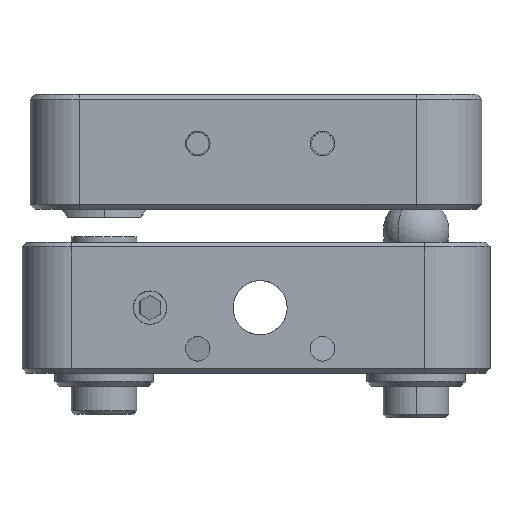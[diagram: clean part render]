
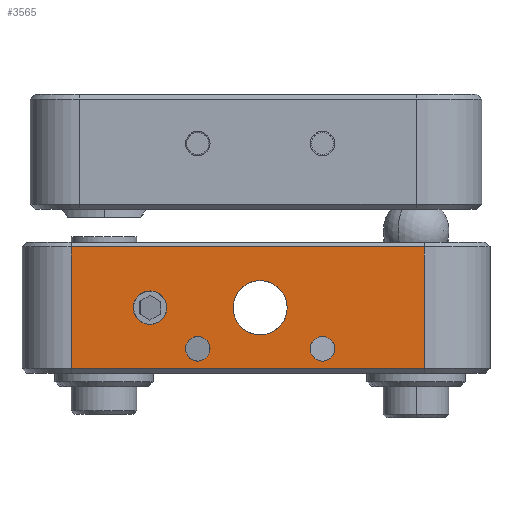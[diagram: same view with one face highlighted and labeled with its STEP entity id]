
A CAD part, front view. The second image highlights one B-rep face of the part: STEP entity #3565.
In plain terms, the highlighted planar face has unit normal (0, -1, 0).
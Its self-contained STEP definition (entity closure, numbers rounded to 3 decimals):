
#56 = CARTESIAN_POINT ( 'NONE',  ( -6.7, -14., -11.975 ) ) ;
#137 = CARTESIAN_POINT ( 'NONE',  ( 3.8, -14., -16.25 ) ) ;
#386 = VERTEX_POINT ( 'NONE', #137 ) ;
#585 = VERTEX_POINT ( 'NONE', #7652 ) ;
#809 = DIRECTION ( 'NONE',  ( 0., 0., 1. ) ) ;
#891 = DIRECTION ( 'NONE',  ( -1., 0., 0. ) ) ;
#985 = FACE_BOUND ( 'NONE', #3810, .T. ) ;
#1284 = VERTEX_POINT ( 'NONE', #1344 ) ;
#1344 = CARTESIAN_POINT ( 'NONE',  ( 0., -14., -11.35 ) ) ;
#1536 = EDGE_CURVE ( 'NONE', #3157, #585, #11165, .T. ) ;
#1617 = DIRECTION ( 'NONE',  ( 0., 0., 1. ) ) ;
#1804 = CARTESIAN_POINT ( 'NONE',  ( 0., -14., -13. ) ) ;
#2003 = ORIENTED_EDGE ( 'NONE', *, *, #5240, .F. ) ;
#2028 = DIRECTION ( 'NONE',  ( 0., -1., 0. ) ) ;
#2067 = EDGE_CURVE ( 'NONE', #2486, #11070, #10009, .T. ) ;
#2134 = CARTESIAN_POINT ( 'NONE',  ( -11.5, -14., -16.7 ) ) ;
#2204 = AXIS2_PLACEMENT_3D ( 'NONE', #7691, #5931, #6839 ) ;
#2238 = DIRECTION ( 'NONE',  ( 0., -1., 0. ) ) ;
#2334 = CARTESIAN_POINT ( 'NONE',  ( 10., -14., -9. ) ) ;
#2486 = VERTEX_POINT ( 'NONE', #4532 ) ;
#2535 = AXIS2_PLACEMENT_3D ( 'NONE', #7219, #3479, #809 ) ;
#2648 = ORIENTED_EDGE ( 'NONE', *, *, #2794, .F. ) ;
#2653 = CIRCLE ( 'NONE', #2204, 0.75 ) ;
#2710 = CARTESIAN_POINT ( 'NONE',  ( -11.5, -14., -9.3 ) ) ;
#2794 = EDGE_CURVE ( 'NONE', #7918, #386, #4228, .T. ) ;
#3075 = CARTESIAN_POINT ( 'NONE',  ( -6.7, -14., -13. ) ) ;
#3157 = VERTEX_POINT ( 'NONE', #2134 ) ;
#3324 = CARTESIAN_POINT ( 'NONE',  ( -14.5, -14., -16.7 ) ) ;
#3446 = VECTOR ( 'NONE', #5895, 1000. ) ;
#3479 = DIRECTION ( 'NONE',  ( 0., -1., 0. ) ) ;
#3535 = VERTEX_POINT ( 'NONE', #56 ) ;
#3538 = AXIS2_PLACEMENT_3D ( 'NONE', #3543, #8024, #4491 ) ;
#3543 = CARTESIAN_POINT ( 'NONE',  ( -6.7, -14., -13. ) ) ;
#3565 = ADVANCED_FACE ( 'NONE', ( #985, #8581, #8869, #11290, #10439 ), #5349, .F. ) ;
#3574 = VERTEX_POINT ( 'NONE', #8151 ) ;
#3635 = ORIENTED_EDGE ( 'NONE', *, *, #10067, .T. ) ;
#3637 = AXIS2_PLACEMENT_3D ( 'NONE', #9957, #8116, #891 ) ;
#3810 = EDGE_LOOP ( 'NONE', ( #2648, #9446 ) ) ;
#3831 = EDGE_CURVE ( 'NONE', #5294, #3574, #8290, .T. ) ;
#3876 = AXIS2_PLACEMENT_3D ( 'NONE', #1804, #2028, #6265 ) ;
#4228 = CIRCLE ( 'NONE', #6508, 0.75 ) ;
#4416 = EDGE_LOOP ( 'NONE', ( #6746, #2003 ) ) ;
#4482 = LINE ( 'NONE', #7587, #6453 ) ;
#4491 = DIRECTION ( 'NONE',  ( 0., 0., 1. ) ) ;
#4532 = CARTESIAN_POINT ( 'NONE',  ( -3.8, -14., -16.25 ) ) ;
#4633 = EDGE_CURVE ( 'NONE', #386, #7918, #2653, .T. ) ;
#4780 = EDGE_CURVE ( 'NONE', #3535, #8747, #10957, .T. ) ;
#4792 = VECTOR ( 'NONE', #6223, 1000. ) ;
#4838 = ORIENTED_EDGE ( 'NONE', *, *, #6771, .T. ) ;
#5103 = AXIS2_PLACEMENT_3D ( 'NONE', #3075, #9400, #6624 ) ;
#5163 = EDGE_CURVE ( 'NONE', #1284, #11381, #8022, .T. ) ;
#5240 = EDGE_CURVE ( 'NONE', #11381, #1284, #7283, .T. ) ;
#5294 = VERTEX_POINT ( 'NONE', #5753 ) ;
#5349 = PLANE ( 'NONE',  #3637 ) ;
#5466 = ORIENTED_EDGE ( 'NONE', *, *, #4780, .F. ) ;
#5526 = ORIENTED_EDGE ( 'NONE', *, *, #9574, .F. ) ;
#5753 = CARTESIAN_POINT ( 'NONE',  ( 10., -14., -9.3 ) ) ;
#5895 = DIRECTION ( 'NONE',  ( 0., 0., 1. ) ) ;
#5931 = DIRECTION ( 'NONE',  ( 0., -1., 0. ) ) ;
#5969 = VECTOR ( 'NONE', #7738, 1000. ) ;
#6223 = DIRECTION ( 'NONE',  ( -1., 0., 0. ) ) ;
#6265 = DIRECTION ( 'NONE',  ( 0., 0., 1. ) ) ;
#6336 = CIRCLE ( 'NONE', #3538, 1.025 ) ;
#6453 = VECTOR ( 'NONE', #8510, 1000. ) ;
#6508 = AXIS2_PLACEMENT_3D ( 'NONE', #10664, #7021, #1617 ) ;
#6624 = DIRECTION ( 'NONE',  ( 0., 0., 1. ) ) ;
#6746 = ORIENTED_EDGE ( 'NONE', *, *, #5163, .F. ) ;
#6764 = CARTESIAN_POINT ( 'NONE',  ( -6.7, -14., -14.025 ) ) ;
#6771 = EDGE_CURVE ( 'NONE', #585, #5294, #8916, .T. ) ;
#6839 = DIRECTION ( 'NONE',  ( 0., 0., 1. ) ) ;
#6913 = EDGE_CURVE ( 'NONE', #11070, #2486, #9182, .T. ) ;
#6988 = ORIENTED_EDGE ( 'NONE', *, *, #3831, .T. ) ;
#7021 = DIRECTION ( 'NONE',  ( 0., -1., 0. ) ) ;
#7219 = CARTESIAN_POINT ( 'NONE',  ( -3.8, -14., -15.5 ) ) ;
#7283 = CIRCLE ( 'NONE', #9297, 1.65 ) ;
#7308 = EDGE_LOOP ( 'NONE', ( #3635, #8922, #4838, #6988 ) ) ;
#7468 = CARTESIAN_POINT ( 'NONE',  ( -3.8, -14., -14.75 ) ) ;
#7570 = CARTESIAN_POINT ( 'NONE',  ( -3.8, -14., -15.5 ) ) ;
#7587 = CARTESIAN_POINT ( 'NONE',  ( -11.5, -14., -9. ) ) ;
#7592 = CARTESIAN_POINT ( 'NONE',  ( 0., -14., -13. ) ) ;
#7652 = CARTESIAN_POINT ( 'NONE',  ( 10., -14., -16.7 ) ) ;
#7691 = CARTESIAN_POINT ( 'NONE',  ( 3.8, -14., -15.5 ) ) ;
#7738 = DIRECTION ( 'NONE',  ( 1., 0., 0. ) ) ;
#7897 = CARTESIAN_POINT ( 'NONE',  ( 0., -14., -14.65 ) ) ;
#7898 = ORIENTED_EDGE ( 'NONE', *, *, #2067, .F. ) ;
#7918 = VERTEX_POINT ( 'NONE', #9693 ) ;
#8022 = CIRCLE ( 'NONE', #3876, 1.65 ) ;
#8024 = DIRECTION ( 'NONE',  ( 0., -1., 0. ) ) ;
#8116 = DIRECTION ( 'NONE',  ( 0., 1., 0. ) ) ;
#8151 = CARTESIAN_POINT ( 'NONE',  ( -11.5, -14., -9.3 ) ) ;
#8290 = LINE ( 'NONE', #2710, #4792 ) ;
#8372 = DIRECTION ( 'NONE',  ( 0., 0., 1. ) ) ;
#8510 = DIRECTION ( 'NONE',  ( 0., 0., -1. ) ) ;
#8581 = FACE_BOUND ( 'NONE', #10445, .T. ) ;
#8697 = AXIS2_PLACEMENT_3D ( 'NONE', #7570, #10278, #8372 ) ;
#8747 = VERTEX_POINT ( 'NONE', #6764 ) ;
#8869 = FACE_OUTER_BOUND ( 'NONE', #7308, .T. ) ;
#8916 = LINE ( 'NONE', #2334, #3446 ) ;
#8922 = ORIENTED_EDGE ( 'NONE', *, *, #1536, .T. ) ;
#8950 = ORIENTED_EDGE ( 'NONE', *, *, #6913, .F. ) ;
#9182 = CIRCLE ( 'NONE', #2535, 0.75 ) ;
#9297 = AXIS2_PLACEMENT_3D ( 'NONE', #7592, #2238, #10219 ) ;
#9400 = DIRECTION ( 'NONE',  ( 0., -1., 0. ) ) ;
#9446 = ORIENTED_EDGE ( 'NONE', *, *, #4633, .F. ) ;
#9574 = EDGE_CURVE ( 'NONE', #8747, #3535, #6336, .T. ) ;
#9693 = CARTESIAN_POINT ( 'NONE',  ( 3.8, -14., -14.75 ) ) ;
#9957 = CARTESIAN_POINT ( 'NONE',  ( -14.5, -14., -9. ) ) ;
#10009 = CIRCLE ( 'NONE', #8697, 0.75 ) ;
#10067 = EDGE_CURVE ( 'NONE', #3574, #3157, #4482, .T. ) ;
#10196 = EDGE_LOOP ( 'NONE', ( #5466, #5526 ) ) ;
#10219 = DIRECTION ( 'NONE',  ( 0., 0., 1. ) ) ;
#10278 = DIRECTION ( 'NONE',  ( 0., -1., 0. ) ) ;
#10439 = FACE_BOUND ( 'NONE', #10196, .T. ) ;
#10445 = EDGE_LOOP ( 'NONE', ( #8950, #7898 ) ) ;
#10664 = CARTESIAN_POINT ( 'NONE',  ( 3.8, -14., -15.5 ) ) ;
#10957 = CIRCLE ( 'NONE', #5103, 1.025 ) ;
#11070 = VERTEX_POINT ( 'NONE', #7468 ) ;
#11165 = LINE ( 'NONE', #3324, #5969 ) ;
#11290 = FACE_BOUND ( 'NONE', #4416, .T. ) ;
#11381 = VERTEX_POINT ( 'NONE', #7897 ) ;
